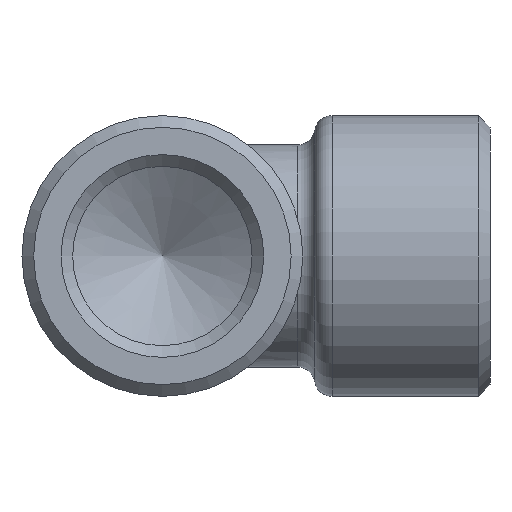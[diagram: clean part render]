
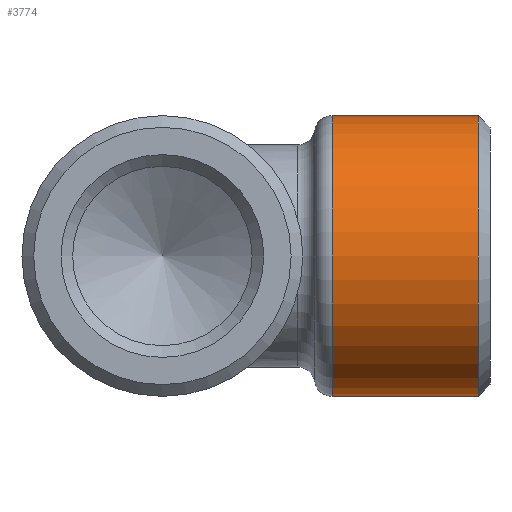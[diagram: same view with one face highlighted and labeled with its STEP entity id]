
A CAD part, left-side view. The second image highlights one B-rep face of the part: STEP entity #3774.
In plain terms, the highlighted cylindrical face has radius 12 mm (diameter 24 mm), a full revolution.
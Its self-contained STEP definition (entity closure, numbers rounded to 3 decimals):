
#619=ORIENTED_EDGE('',*,*,#1353,.T.);
#620=ORIENTED_EDGE('',*,*,#1354,.F.);
#1353=EDGE_CURVE('',#1720,#1720,#1977,.F.);
#1354=EDGE_CURVE('',#1721,#1721,#1978,.T.);
#1720=VERTEX_POINT('',#4732);
#1721=VERTEX_POINT('',#4734);
#1977=CIRCLE('',#3956,12.);
#1978=CIRCLE('',#3957,12.);
#2034=EDGE_LOOP('',(#619));
#2035=EDGE_LOOP('',(#620));
#2272=FACE_BOUND('',#2034,.T.);
#2273=FACE_BOUND('',#2035,.T.);
#2512=CYLINDRICAL_SURFACE('',#3955,12.);
#3774=ADVANCED_FACE('',(#2272,#2273),#2512,.T.);
#3955=AXIS2_PLACEMENT_3D('',#4730,#4168,#4169);
#3956=AXIS2_PLACEMENT_3D('',#4731,#4170,#4171);
#3957=AXIS2_PLACEMENT_3D('',#4733,#4172,#4173);
#4168=DIRECTION('',(0.,-1.,0.));
#4169=DIRECTION('',(1.,0.,0.));
#4170=DIRECTION('',(0.,1.,0.));
#4171=DIRECTION('',(-1.,0.,0.));
#4172=DIRECTION('',(0.,-1.,0.));
#4173=DIRECTION('',(1.,0.,0.));
#4730=CARTESIAN_POINT('',(0.,30.,0.));
#4731=CARTESIAN_POINT('',(0.,-14.5,0.));
#4732=CARTESIAN_POINT('',(-12.,-14.5,0.));
#4733=CARTESIAN_POINT('',(0.,-27.,0.));
#4734=CARTESIAN_POINT('',(12.,-27.,0.));
